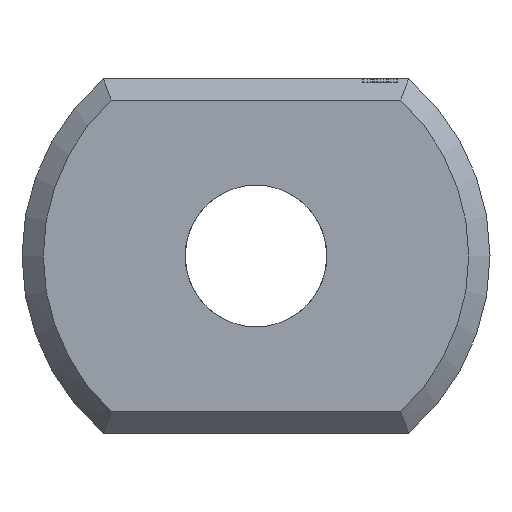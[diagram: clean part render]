
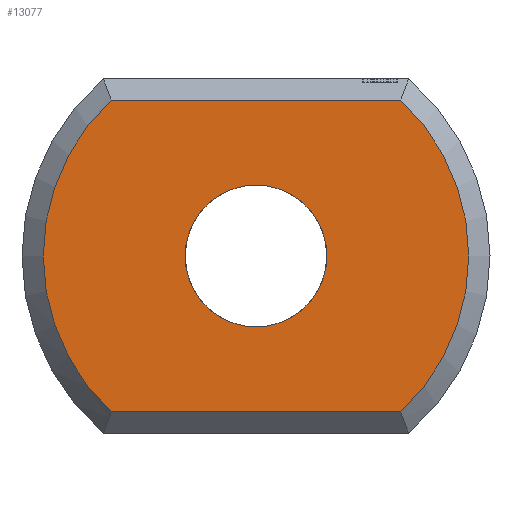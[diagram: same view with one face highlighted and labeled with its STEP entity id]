
A CAD part, left-side view. The second image highlights one B-rep face of the part: STEP entity #13077.
In plain terms, the highlighted planar face has unit normal (-1, 0, 0).
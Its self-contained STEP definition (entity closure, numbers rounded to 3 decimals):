
#298 = PLANE('',#299);
#299 = AXIS2_PLACEMENT_3D('',#300,#301,#302);
#300 = CARTESIAN_POINT('',(0.15,-2.154,-2.35));
#301 = DIRECTION('',(-0.707,0.,-0.707));
#302 = DIRECTION('',(0.,-1.,0.));
#725 = CONICAL_SURFACE('',#726,3.3,0.785);
#726 = AXIS2_PLACEMENT_3D('',#727,#728,#729);
#727 = CARTESIAN_POINT('',(0.3,0.,0.));
#728 = DIRECTION('',(1.,0.,0.));
#729 = DIRECTION('',(0.,0.653,-0.758));
#872 = CONICAL_SURFACE('',#873,3.3,0.785);
#873 = AXIS2_PLACEMENT_3D('',#874,#875,#876);
#874 = CARTESIAN_POINT('',(0.3,0.,0.));
#875 = DIRECTION('',(1.,0.,0.));
#876 = DIRECTION('',(0.,-0.653,0.758));
#909 = VERTEX_POINT('',#910);
#910 = CARTESIAN_POINT('',(0.,-2.04,-2.2));
#937 = VERTEX_POINT('',#938);
#938 = CARTESIAN_POINT('',(0.,2.04,-2.2));
#963 = EDGE_CURVE('',#909,#937,#964,.T.);
#964 = SURFACE_CURVE('',#965,(#969,#976),.PCURVE_S1.);
#965 = LINE('',#966,#967);
#966 = CARTESIAN_POINT('',(0.,-2.154,-2.2));
#967 = VECTOR('',#968,1.);
#968 = DIRECTION('',(0.,1.,0.));
#969 = PCURVE('',#298,#970);
#970 = DEFINITIONAL_REPRESENTATION('',(#971),#975);
#971 = LINE('',#972,#973);
#972 = CARTESIAN_POINT('',(0.,0.212));
#973 = VECTOR('',#974,1.);
#974 = DIRECTION('',(-1.,0.));
#975 = ( GEOMETRIC_REPRESENTATION_CONTEXT(2) 
PARAMETRIC_REPRESENTATION_CONTEXT() REPRESENTATION_CONTEXT('2D SPACE',''
  ) );
#976 = PCURVE('',#977,#982);
#977 = PLANE('',#978);
#978 = AXIS2_PLACEMENT_3D('',#979,#980,#981);
#979 = CARTESIAN_POINT('',(0.,0.,
    0.));
#980 = DIRECTION('',(1.,0.,0.));
#981 = DIRECTION('',(0.,0.,1.));
#982 = DEFINITIONAL_REPRESENTATION('',(#983),#987);
#983 = LINE('',#984,#985);
#984 = CARTESIAN_POINT('',(-2.2,2.154));
#985 = VECTOR('',#986,1.);
#986 = DIRECTION('',(0.,-1.));
#987 = ( GEOMETRIC_REPRESENTATION_CONTEXT(2) 
PARAMETRIC_REPRESENTATION_CONTEXT() REPRESENTATION_CONTEXT('2D SPACE',''
  ) );
#1763 = PLANE('',#1764);
#1764 = AXIS2_PLACEMENT_3D('',#1765,#1766,#1767);
#1765 = CARTESIAN_POINT('',(0.15,-2.154,2.35));
#1766 = DIRECTION('',(0.707,0.,-0.707
    ));
#1767 = DIRECTION('',(0.,-1.,0.));
#12864 = VERTEX_POINT('',#12865);
#12865 = CARTESIAN_POINT('',(0.,2.04,2.2));
#12890 = EDGE_CURVE('',#937,#12864,#12891,.T.);
#12891 = SURFACE_CURVE('',#12892,(#12897,#12904),.PCURVE_S1.);
#12892 = CIRCLE('',#12893,3.);
#12893 = AXIS2_PLACEMENT_3D('',#12894,#12895,#12896);
#12894 = CARTESIAN_POINT('',(0.,0.,
    0.));
#12895 = DIRECTION('',(1.,0.,0.));
#12896 = DIRECTION('',(0.,0.653,-0.758)
  );
#12897 = PCURVE('',#725,#12898);
#12898 = DEFINITIONAL_REPRESENTATION('',(#12899),#12903);
#12899 = LINE('',#12900,#12901);
#12900 = CARTESIAN_POINT('',(0.,-0.3));
#12901 = VECTOR('',#12902,1.);
#12902 = DIRECTION('',(1.,-0.));
#12903 = ( GEOMETRIC_REPRESENTATION_CONTEXT(2) 
PARAMETRIC_REPRESENTATION_CONTEXT() REPRESENTATION_CONTEXT('2D SPACE',''
  ) );
#12904 = PCURVE('',#977,#12905);
#12905 = DEFINITIONAL_REPRESENTATION('',(#12906),#12910);
#12906 = CIRCLE('',#12907,3.);
#12907 = AXIS2_PLACEMENT_2D('',#12908,#12909);
#12908 = CARTESIAN_POINT('',(0.,0.));
#12909 = DIRECTION('',(-0.758,-0.653));
#12910 = ( GEOMETRIC_REPRESENTATION_CONTEXT(2) 
PARAMETRIC_REPRESENTATION_CONTEXT() REPRESENTATION_CONTEXT('2D SPACE',''
  ) );
#13028 = VERTEX_POINT('',#13029);
#13029 = CARTESIAN_POINT('',(0.,-2.04,2.2));
#13056 = EDGE_CURVE('',#13028,#909,#13057,.T.);
#13057 = SURFACE_CURVE('',#13058,(#13063,#13070),.PCURVE_S1.);
#13058 = CIRCLE('',#13059,3.);
#13059 = AXIS2_PLACEMENT_3D('',#13060,#13061,#13062);
#13060 = CARTESIAN_POINT('',(0.,0.,
    0.));
#13061 = DIRECTION('',(1.,0.,0.));
#13062 = DIRECTION('',(0.,-0.653,0.758)
  );
#13063 = PCURVE('',#872,#13064);
#13064 = DEFINITIONAL_REPRESENTATION('',(#13065),#13069);
#13065 = LINE('',#13066,#13067);
#13066 = CARTESIAN_POINT('',(0.,-0.3));
#13067 = VECTOR('',#13068,1.);
#13068 = DIRECTION('',(1.,-0.));
#13069 = ( GEOMETRIC_REPRESENTATION_CONTEXT(2) 
PARAMETRIC_REPRESENTATION_CONTEXT() REPRESENTATION_CONTEXT('2D SPACE',''
  ) );
#13070 = PCURVE('',#977,#13071);
#13071 = DEFINITIONAL_REPRESENTATION('',(#13072),#13076);
#13072 = CIRCLE('',#13073,3.);
#13073 = AXIS2_PLACEMENT_2D('',#13074,#13075);
#13074 = CARTESIAN_POINT('',(0.,0.));
#13075 = DIRECTION('',(0.758,0.653));
#13076 = ( GEOMETRIC_REPRESENTATION_CONTEXT(2) 
PARAMETRIC_REPRESENTATION_CONTEXT() REPRESENTATION_CONTEXT('2D SPACE',''
  ) );
#13077 = ADVANCED_FACE('',(#13078,#13104),#977,.F.);
#13078 = FACE_BOUND('',#13079,.F.);
#13079 = EDGE_LOOP('',(#13080,#13081,#13102,#13103));
#13080 = ORIENTED_EDGE('',*,*,#12890,.T.);
#13081 = ORIENTED_EDGE('',*,*,#13082,.F.);
#13082 = EDGE_CURVE('',#13028,#12864,#13083,.T.);
#13083 = SURFACE_CURVE('',#13084,(#13088,#13095),.PCURVE_S1.);
#13084 = LINE('',#13085,#13086);
#13085 = CARTESIAN_POINT('',(0.,-2.154,2.2));
#13086 = VECTOR('',#13087,1.);
#13087 = DIRECTION('',(0.,1.,0.));
#13088 = PCURVE('',#977,#13089);
#13089 = DEFINITIONAL_REPRESENTATION('',(#13090),#13094);
#13090 = LINE('',#13091,#13092);
#13091 = CARTESIAN_POINT('',(2.2,2.154));
#13092 = VECTOR('',#13093,1.);
#13093 = DIRECTION('',(0.,-1.));
#13094 = ( GEOMETRIC_REPRESENTATION_CONTEXT(2) 
PARAMETRIC_REPRESENTATION_CONTEXT() REPRESENTATION_CONTEXT('2D SPACE',''
  ) );
#13095 = PCURVE('',#1763,#13096);
#13096 = DEFINITIONAL_REPRESENTATION('',(#13097),#13101);
#13097 = LINE('',#13098,#13099);
#13098 = CARTESIAN_POINT('',(0.,0.212));
#13099 = VECTOR('',#13100,1.);
#13100 = DIRECTION('',(-1.,0.));
#13101 = ( GEOMETRIC_REPRESENTATION_CONTEXT(2) 
PARAMETRIC_REPRESENTATION_CONTEXT() REPRESENTATION_CONTEXT('2D SPACE',''
  ) );
#13102 = ORIENTED_EDGE('',*,*,#13056,.T.);
#13103 = ORIENTED_EDGE('',*,*,#963,.T.);
#13104 = FACE_BOUND('',#13105,.T.);
#13105 = EDGE_LOOP('',(#13106));
#13106 = ORIENTED_EDGE('',*,*,#13107,.T.);
#13107 = EDGE_CURVE('',#13108,#13108,#13110,.T.);
#13108 = VERTEX_POINT('',#13109);
#13109 = CARTESIAN_POINT('',(0.,1.,0.));
#13110 = SURFACE_CURVE('',#13111,(#13116,#13123),.PCURVE_S1.);
#13111 = CIRCLE('',#13112,1.);
#13112 = AXIS2_PLACEMENT_3D('',#13113,#13114,#13115);
#13113 = CARTESIAN_POINT('',(0.,0.,0.));
#13114 = DIRECTION('',(1.,0.,0.));
#13115 = DIRECTION('',(0.,1.,0.));
#13116 = PCURVE('',#977,#13117);
#13117 = DEFINITIONAL_REPRESENTATION('',(#13118),#13122);
#13118 = CIRCLE('',#13119,1.);
#13119 = AXIS2_PLACEMENT_2D('',#13120,#13121);
#13120 = CARTESIAN_POINT('',(0.,0.));
#13121 = DIRECTION('',(0.,-1.));
#13122 = ( GEOMETRIC_REPRESENTATION_CONTEXT(2) 
PARAMETRIC_REPRESENTATION_CONTEXT() REPRESENTATION_CONTEXT('2D SPACE',''
  ) );
#13123 = PCURVE('',#13124,#13129);
#13124 = CYLINDRICAL_SURFACE('',#13125,1.);
#13125 = AXIS2_PLACEMENT_3D('',#13126,#13127,#13128);
#13126 = CARTESIAN_POINT('',(0.,0.,0.));
#13127 = DIRECTION('',(-1.,0.,0.));
#13128 = DIRECTION('',(0.,1.,0.));
#13129 = DEFINITIONAL_REPRESENTATION('',(#13130),#13134);
#13130 = LINE('',#13131,#13132);
#13131 = CARTESIAN_POINT('',(-0.,0.));
#13132 = VECTOR('',#13133,1.);
#13133 = DIRECTION('',(-1.,0.));
#13134 = ( GEOMETRIC_REPRESENTATION_CONTEXT(2) 
PARAMETRIC_REPRESENTATION_CONTEXT() REPRESENTATION_CONTEXT('2D SPACE',''
  ) );
